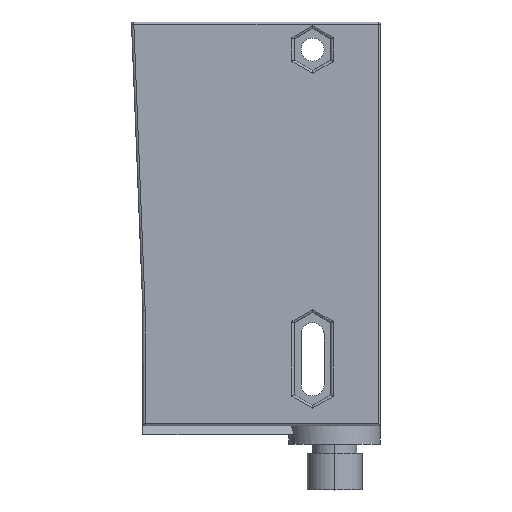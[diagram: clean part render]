
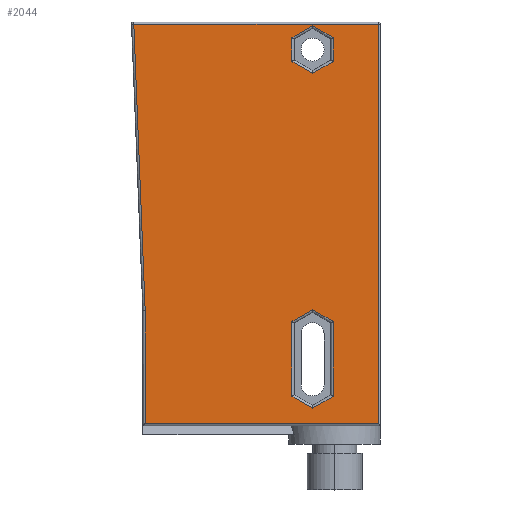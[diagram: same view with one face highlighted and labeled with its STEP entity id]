
A CAD part, top view. The second image highlights one B-rep face of the part: STEP entity #2044.
In plain terms, the highlighted planar face has unit normal (0, 0, 1).
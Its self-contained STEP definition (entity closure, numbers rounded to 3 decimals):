
#56=DIRECTION('',(0.,-1.,0.));
#57=VECTOR('',#56,5.196);
#58=CARTESIAN_POINT('',(16.85,40.598,12.9));
#59=LINE('',#58,#57);
#64=DIRECTION('',(0.866,-0.5,0.));
#65=VECTOR('',#64,5.196);
#66=CARTESIAN_POINT('',(12.35,43.196,12.9));
#67=LINE('',#66,#65);
#71=DIRECTION('',(0.866,0.5,0.));
#72=VECTOR('',#71,5.196);
#73=CARTESIAN_POINT('',(7.85,40.598,12.9));
#74=LINE('',#73,#72);
#78=DIRECTION('',(0.,1.,0.));
#79=VECTOR('',#78,5.196);
#80=CARTESIAN_POINT('',(7.85,35.402,12.9));
#81=LINE('',#80,#79);
#85=DIRECTION('',(-0.866,0.5,0.));
#86=VECTOR('',#85,5.196);
#87=CARTESIAN_POINT('',(12.35,32.804,12.9));
#88=LINE('',#87,#86);
#92=DIRECTION('',(-0.866,-0.5,0.));
#93=VECTOR('',#92,5.196);
#94=CARTESIAN_POINT('',(16.85,35.402,12.9));
#95=LINE('',#94,#93);
#99=DIRECTION('',(0.866,-0.5,0.));
#100=VECTOR('',#99,5.196);
#101=CARTESIAN_POINT('',(12.35,-18.714,12.9));
#102=LINE('',#101,#100);
#106=DIRECTION('',(0.866,0.5,0.));
#107=VECTOR('',#106,5.196);
#108=CARTESIAN_POINT('',(7.85,-21.312,12.9));
#109=LINE('',#108,#107);
#113=DIRECTION('',(0.,1.,0.));
#114=VECTOR('',#113,16.286);
#115=CARTESIAN_POINT('',(7.85,-37.598,12.9));
#116=LINE('',#115,#114);
#120=DIRECTION('',(-0.866,0.5,0.));
#121=VECTOR('',#120,5.196);
#122=CARTESIAN_POINT('',(12.35,-40.196,12.9));
#123=LINE('',#122,#121);
#127=DIRECTION('',(-0.866,-0.5,0.));
#128=VECTOR('',#127,5.196);
#129=CARTESIAN_POINT('',(16.85,-37.598,12.9));
#130=LINE('',#129,#128);
#134=DIRECTION('',(0.,-1.,0.));
#135=VECTOR('',#134,16.286);
#136=CARTESIAN_POINT('',(16.85,-21.312,12.9));
#137=LINE('',#136,#135);
#141=DIRECTION('',(-1.,0.,0.));
#142=VECTOR('',#141,53.28);
#143=CARTESIAN_POINT('',(26.65,43.5,12.9));
#144=LINE('',#143,#142);
#148=DIRECTION('',(0.,1.,0.));
#149=VECTOR('',#148,87.);
#150=CARTESIAN_POINT('',(26.65,-43.5,12.9));
#151=LINE('',#150,#149);
#155=DIRECTION('',(1.,0.,0.));
#156=VECTOR('',#155,50.8);
#157=CARTESIAN_POINT('',(-24.15,-43.5,12.9));
#158=LINE('',#157,#156);
#162=DIRECTION('',(0.,-1.,0.));
#163=VECTOR('',#162,24.51);
#164=CARTESIAN_POINT('',(-24.15,-18.99,12.9));
#165=LINE('',#164,#163);
#169=DIRECTION('',(0.04,-0.999,0.));
#170=VECTOR('',#169,62.539);
#171=CARTESIAN_POINT('',(-26.63,43.5,12.9));
#172=LINE('',#171,#170);
#1791=CARTESIAN_POINT('',(16.85,40.598,12.9));
#1792=CARTESIAN_POINT('',(16.85,35.402,12.9));
#1793=VERTEX_POINT('',#1791);
#1794=VERTEX_POINT('',#1792);
#1797=CARTESIAN_POINT('',(12.35,43.196,12.9));
#1798=VERTEX_POINT('',#1797);
#1799=CARTESIAN_POINT('',(7.85,40.598,12.9));
#1800=VERTEX_POINT('',#1799);
#1803=CARTESIAN_POINT('',(7.85,35.402,12.9));
#1804=VERTEX_POINT('',#1803);
#1807=CARTESIAN_POINT('',(12.35,32.804,12.9));
#1808=VERTEX_POINT('',#1807);
#1855=CARTESIAN_POINT('',(12.35,-18.714,12.9));
#1856=CARTESIAN_POINT('',(16.85,-21.312,12.9));
#1857=VERTEX_POINT('',#1855);
#1858=VERTEX_POINT('',#1856);
#1859=CARTESIAN_POINT('',(16.85,-37.598,12.9));
#1860=VERTEX_POINT('',#1859);
#1863=CARTESIAN_POINT('',(12.35,-40.196,12.9));
#1864=VERTEX_POINT('',#1863);
#1867=CARTESIAN_POINT('',(7.85,-37.598,12.9));
#1868=VERTEX_POINT('',#1867);
#1871=CARTESIAN_POINT('',(7.85,-21.312,12.9));
#1872=VERTEX_POINT('',#1871);
#1955=CARTESIAN_POINT('',(26.65,43.5,12.9));
#1956=CARTESIAN_POINT('',(-26.63,43.5,12.9));
#1957=VERTEX_POINT('',#1955);
#1958=VERTEX_POINT('',#1956);
#1977=CARTESIAN_POINT('',(26.65,-43.5,12.9));
#1978=VERTEX_POINT('',#1977);
#1981=CARTESIAN_POINT('',(-24.15,-43.5,12.9));
#1982=VERTEX_POINT('',#1981);
#1983=CARTESIAN_POINT('',(-24.15,-18.99,12.9));
#1984=VERTEX_POINT('',#1983);
#1999=CARTESIAN_POINT('',(0.,0.,12.9));
#2000=DIRECTION('',(0.,0.,1.));
#2001=DIRECTION('',(1.,0.,0.));
#2002=AXIS2_PLACEMENT_3D('',#1999,#2000,#2001);
#2003=PLANE('',#2002);
#2005=ORIENTED_EDGE('',*,*,#2004,.F.);
#2007=ORIENTED_EDGE('',*,*,#2006,.F.);
#2009=ORIENTED_EDGE('',*,*,#2008,.F.);
#2011=ORIENTED_EDGE('',*,*,#2010,.F.);
#2013=ORIENTED_EDGE('',*,*,#2012,.F.);
#2014=EDGE_LOOP('',(#2005,#2007,#2009,#2011,#2013));
#2015=FACE_OUTER_BOUND('',#2014,.F.);
#2017=ORIENTED_EDGE('',*,*,#2016,.F.);
#2019=ORIENTED_EDGE('',*,*,#2018,.F.);
#2021=ORIENTED_EDGE('',*,*,#2020,.F.);
#2023=ORIENTED_EDGE('',*,*,#2022,.F.);
#2025=ORIENTED_EDGE('',*,*,#2024,.F.);
#2027=ORIENTED_EDGE('',*,*,#2026,.F.);
#2028=EDGE_LOOP('',(#2017,#2019,#2021,#2023,#2025,#2027));
#2029=FACE_BOUND('',#2028,.F.);
#2031=ORIENTED_EDGE('',*,*,#2030,.F.);
#2033=ORIENTED_EDGE('',*,*,#2032,.F.);
#2035=ORIENTED_EDGE('',*,*,#2034,.F.);
#2037=ORIENTED_EDGE('',*,*,#2036,.F.);
#2039=ORIENTED_EDGE('',*,*,#2038,.F.);
#2041=ORIENTED_EDGE('',*,*,#2040,.F.);
#2042=EDGE_LOOP('',(#2031,#2033,#2035,#2037,#2039,#2041));
#2043=FACE_BOUND('',#2042,.F.);
#2044=ADVANCED_FACE('',(#2015,#2029,#2043),#2003,.T.);
#2004=EDGE_CURVE('',#1957,#1958,#144,.T.);
#2006=EDGE_CURVE('',#1978,#1957,#151,.T.);
#2008=EDGE_CURVE('',#1982,#1978,#158,.T.);
#2010=EDGE_CURVE('',#1984,#1982,#165,.T.);
#2012=EDGE_CURVE('',#1958,#1984,#172,.T.);
#2016=EDGE_CURVE('',#1793,#1794,#59,.T.);
#2018=EDGE_CURVE('',#1798,#1793,#67,.T.);
#2020=EDGE_CURVE('',#1800,#1798,#74,.T.);
#2022=EDGE_CURVE('',#1804,#1800,#81,.T.);
#2024=EDGE_CURVE('',#1808,#1804,#88,.T.);
#2026=EDGE_CURVE('',#1794,#1808,#95,.T.);
#2030=EDGE_CURVE('',#1857,#1858,#102,.T.);
#2032=EDGE_CURVE('',#1872,#1857,#109,.T.);
#2034=EDGE_CURVE('',#1868,#1872,#116,.T.);
#2036=EDGE_CURVE('',#1864,#1868,#123,.T.);
#2038=EDGE_CURVE('',#1860,#1864,#130,.T.);
#2040=EDGE_CURVE('',#1858,#1860,#137,.T.);
